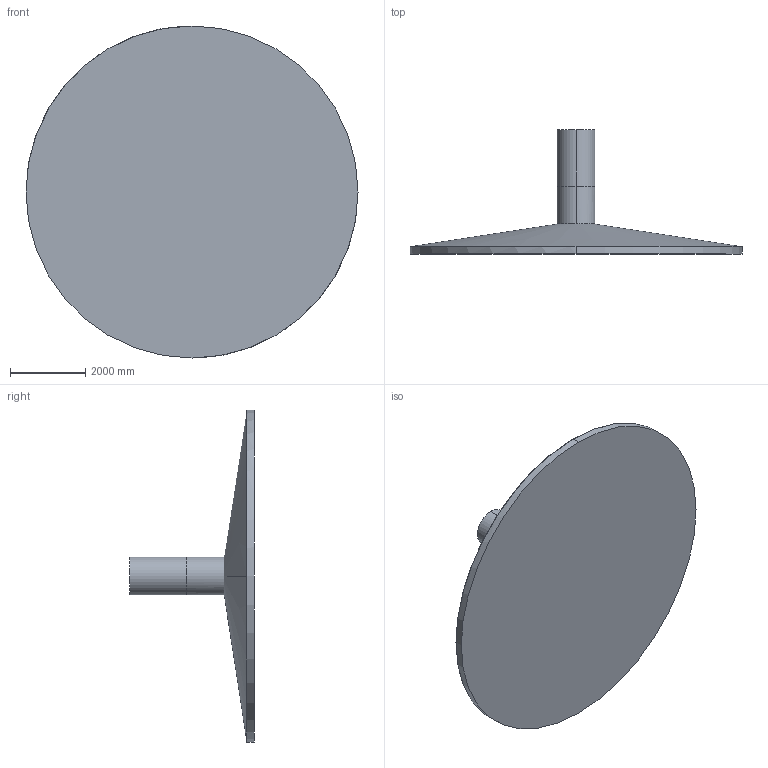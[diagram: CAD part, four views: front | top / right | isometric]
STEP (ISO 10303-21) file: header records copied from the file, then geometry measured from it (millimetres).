
FILE_DESCRIPTION(('FreeCAD Model'),'2;1');
FILE_NAME('Open CASCADE Shape Model','2024-08-26T21:35:03',(''),(''), 'Open CASCADE STEP processor 7.6','FreeCAD','Unknown');
FILE_SCHEMA(('CONFIG_CONTROL_DESIGN','SHAPE_APPEARANCE_LAYER_MIM'));
Length unit declared in the file: millimetre
Products named in the file (1): Cut
Bounding box: 8800 x 3300 x 8800 mm (x, y, z)
Volume: 27584736033.8 mm3; surface area: 142399942.2 mm2
Topology: 1 solids, 1 shells, 135 faces, 368 edges, 224 vertices
Faces by surface type: plane 95, cylinder 36, cone 4
Entity records: 4374 total; most frequent: DIRECTION 792, ORIENTED_EDGE 768, CARTESIAN_POINT 728, EDGE_CURVE 368, AXIS2_PLACEMENT_3D 288, VERTEX_POINT 224, LINE 216, VECTOR 216
